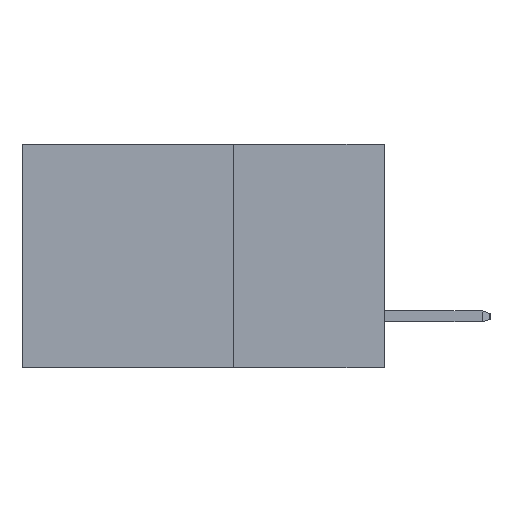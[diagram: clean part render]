
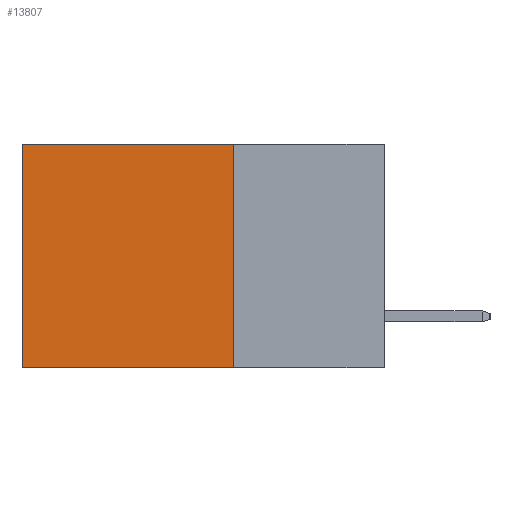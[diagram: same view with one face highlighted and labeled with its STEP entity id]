
A CAD part, left-side view. The second image highlights one B-rep face of the part: STEP entity #13807.
In plain terms, the highlighted planar face has unit normal (-1, 0, 0).
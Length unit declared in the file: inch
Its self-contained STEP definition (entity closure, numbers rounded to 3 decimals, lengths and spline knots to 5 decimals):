
#1278 = CARTESIAN_POINT ( 'NONE',  ( 0.298, 0.6, 0. ) ) ;
#1370 = DIRECTION ( 'NONE',  ( 0., 1., 0. ) ) ;
#2728 = FACE_OUTER_BOUND ( 'NONE', #13749, .T. ) ;
#2847 = DIRECTION ( 'NONE',  ( 0., 0., -1. ) ) ;
#3126 = CARTESIAN_POINT ( 'NONE',  ( 0.298, 0.25, 0. ) ) ;
#3464 = ORIENTED_EDGE ( 'NONE', *, *, #18028, .T. ) ;
#3673 = VECTOR ( 'NONE', #2847, 39.37008 ) ;
#4473 = CARTESIAN_POINT ( 'NONE',  ( 0.298, 0.25, -0.37 ) ) ;
#4749 = CARTESIAN_POINT ( 'NONE',  ( 0.298, 0.25, 0. ) ) ;
#4862 = CARTESIAN_POINT ( 'NONE',  ( 0.298, 0.25, 0. ) ) ;
#5819 = VERTEX_POINT ( 'NONE', #9820 ) ;
#6205 = VECTOR ( 'NONE', #9424, 39.37008 ) ;
#6413 = DIRECTION ( 'NONE',  ( 1., 0., 0. ) ) ;
#6701 = ORIENTED_EDGE ( 'NONE', *, *, #14623, .F. ) ;
#7531 = VECTOR ( 'NONE', #7732, 39.37008 ) ;
#7560 = VECTOR ( 'NONE', #1370, 39.37008 ) ;
#7732 = DIRECTION ( 'NONE',  ( 0., 0., -1. ) ) ;
#9251 = VERTEX_POINT ( 'NONE', #3126 ) ;
#9333 = AXIS2_PLACEMENT_3D ( 'NONE', #15455, #6413, #16925 ) ;
#9424 = DIRECTION ( 'NONE',  ( 0., 1., 0. ) ) ;
#9820 = CARTESIAN_POINT ( 'NONE',  ( 0.298, 0.25, -0.37 ) ) ;
#10184 = ORIENTED_EDGE ( 'NONE', *, *, #10473, .F. ) ;
#10473 = EDGE_CURVE ( 'NONE', #9251, #5819, #12079, .T. ) ;
#11031 = CARTESIAN_POINT ( 'NONE',  ( 0.298, 0.6, 0. ) ) ;
#12079 = LINE ( 'NONE', #4749, #7531 ) ;
#12470 = PLANE ( 'NONE',  #9333 ) ;
#13107 = CARTESIAN_POINT ( 'NONE',  ( 0.298, 0.6, -0.37 ) ) ;
#13749 = EDGE_LOOP ( 'NONE', ( #19380, #6701, #10184, #3464 ) ) ;
#13807 = ADVANCED_FACE ( 'NONE', ( #2728 ), #12470, .F. ) ;
#14429 = VERTEX_POINT ( 'NONE', #13107 ) ;
#14623 = EDGE_CURVE ( 'NONE', #5819, #14429, #16030, .T. ) ;
#14825 = VERTEX_POINT ( 'NONE', #11031 ) ;
#15218 = EDGE_CURVE ( 'NONE', #14825, #14429, #15774, .T. ) ;
#15455 = CARTESIAN_POINT ( 'NONE',  ( 0.298, 0.25, 0. ) ) ;
#15774 = LINE ( 'NONE', #1278, #3673 ) ;
#16030 = LINE ( 'NONE', #4473, #7560 ) ;
#16925 = DIRECTION ( 'NONE',  ( 0., 0., -1. ) ) ;
#17712 = LINE ( 'NONE', #4862, #6205 ) ;
#18028 = EDGE_CURVE ( 'NONE', #9251, #14825, #17712, .T. ) ;
#19380 = ORIENTED_EDGE ( 'NONE', *, *, #15218, .T. ) ;
